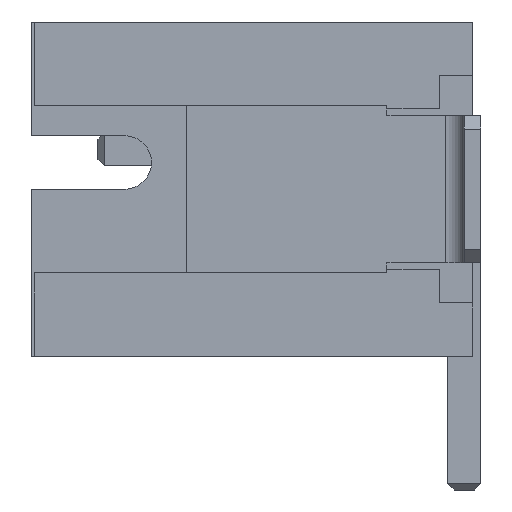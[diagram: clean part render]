
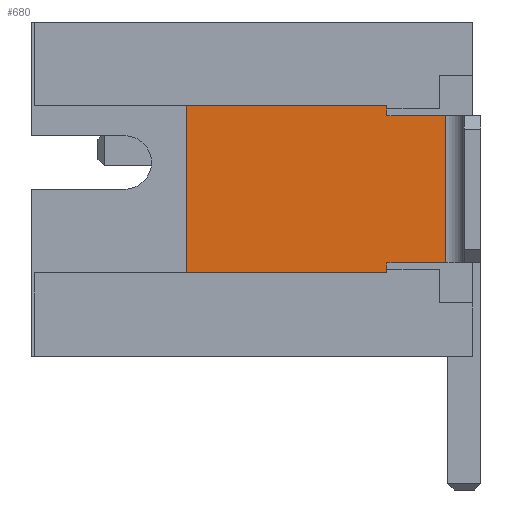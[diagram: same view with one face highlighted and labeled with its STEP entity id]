
A CAD part, left-side view. The second image highlights one B-rep face of the part: STEP entity #680.
In plain terms, the highlighted planar face has unit normal (-1, 0, 0).
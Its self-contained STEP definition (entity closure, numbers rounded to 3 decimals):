
#76 = EDGE_LOOP ( 'NONE', ( #9495, #5417, #14111, #12460, #5205, #1093, #7590, #9461, #13104, #13258 ) ) ;
#233 = DIRECTION ( 'NONE',  ( 0., 0., 1. ) ) ;
#506 = PLANE ( 'NONE',  #4865 ) ;
#680 = ADVANCED_FACE ( 'NONE', ( #7658 ), #506, .F. ) ;
#816 = CARTESIAN_POINT ( 'NONE',  ( 0.275, 1.405, -1.25 ) ) ;
#836 = DIRECTION ( 'NONE',  ( 0., 1., 0. ) ) ;
#904 = DIRECTION ( 'NONE',  ( 0., 0., 1. ) ) ;
#1093 = ORIENTED_EDGE ( 'NONE', *, *, #2670, .F. ) ;
#1361 = EDGE_CURVE ( 'NONE', #10471, #10730, #14545, .T. ) ;
#1431 = LINE ( 'NONE', #10577, #9296 ) ;
#1519 = DIRECTION ( 'NONE',  ( 0., 0., 1. ) ) ;
#1787 = VECTOR ( 'NONE', #7807, 1000. ) ;
#1892 = CARTESIAN_POINT ( 'NONE',  ( 0.275, 4.405, -1.25 ) ) ;
#2670 = EDGE_CURVE ( 'NONE', #10471, #11162, #14032, .T. ) ;
#2757 = CARTESIAN_POINT ( 'NONE',  ( 0.275, 1.405, -1.25 ) ) ;
#2878 = LINE ( 'NONE', #1892, #10790 ) ;
#3034 = LINE ( 'NONE', #6862, #5802 ) ;
#3165 = VERTEX_POINT ( 'NONE', #5258 ) ;
#3215 = LINE ( 'NONE', #14777, #13315 ) ;
#3360 = LINE ( 'NONE', #14833, #4848 ) ;
#3870 = CARTESIAN_POINT ( 'NONE',  ( 0.275, 0.125, -2.5 ) ) ;
#3995 = EDGE_CURVE ( 'NONE', #10257, #11311, #11180, .T. ) ;
#4269 = DIRECTION ( 'NONE',  ( 0., 0., -1. ) ) ;
#4563 = VECTOR ( 'NONE', #14669, 1000. ) ;
#4672 = VECTOR ( 'NONE', #1519, 1000. ) ;
#4695 = VERTEX_POINT ( 'NONE', #7450 ) ;
#4719 = CARTESIAN_POINT ( 'NONE',  ( 0.275, 1.405, 1.25 ) ) ;
#4820 = LINE ( 'NONE', #14163, #7920 ) ;
#4848 = VECTOR ( 'NONE', #10187, 1000. ) ;
#4865 = AXIS2_PLACEMENT_3D ( 'NONE', #3870, #6482, #11173 ) ;
#5048 = CARTESIAN_POINT ( 'NONE',  ( 0.275, 1.405, 1.1 ) ) ;
#5205 = ORIENTED_EDGE ( 'NONE', *, *, #7368, .F. ) ;
#5258 = CARTESIAN_POINT ( 'NONE',  ( 0.275, 1.405, -1.2 ) ) ;
#5417 = ORIENTED_EDGE ( 'NONE', *, *, #6283, .T. ) ;
#5733 = VECTOR ( 'NONE', #836, 1000. ) ;
#5802 = VECTOR ( 'NONE', #4269, 1000. ) ;
#6112 = DIRECTION ( 'NONE',  ( 0., 0., 1. ) ) ;
#6283 = EDGE_CURVE ( 'NONE', #7148, #3165, #1431, .T. ) ;
#6482 = DIRECTION ( 'NONE',  ( 1., 0., 0. ) ) ;
#6703 = EDGE_CURVE ( 'NONE', #9965, #7148, #6789, .T. ) ;
#6789 = LINE ( 'NONE', #816, #4563 ) ;
#6862 = CARTESIAN_POINT ( 'NONE',  ( 0.275, 0.525, -1.1 ) ) ;
#7148 = VERTEX_POINT ( 'NONE', #14076 ) ;
#7368 = EDGE_CURVE ( 'NONE', #11162, #13375, #3034, .T. ) ;
#7450 = CARTESIAN_POINT ( 'NONE',  ( 0.275, 1.405, -1.1 ) ) ;
#7471 = CARTESIAN_POINT ( 'NONE',  ( 0.275, 0.525, 1.1 ) ) ;
#7590 = ORIENTED_EDGE ( 'NONE', *, *, #1361, .T. ) ;
#7654 = DIRECTION ( 'NONE',  ( 0., 0., -1. ) ) ;
#7658 = FACE_OUTER_BOUND ( 'NONE', #76, .T. ) ;
#7807 = DIRECTION ( 'NONE',  ( 0., -1., 0. ) ) ;
#7920 = VECTOR ( 'NONE', #233, 1000. ) ;
#8376 = CARTESIAN_POINT ( 'NONE',  ( 0.275, 4.405, 1.25 ) ) ;
#8551 = EDGE_CURVE ( 'NONE', #4695, #13375, #3360, .T. ) ;
#8715 = CARTESIAN_POINT ( 'NONE',  ( 0.275, 1.405, 1.25 ) ) ;
#9063 = EDGE_CURVE ( 'NONE', #10730, #10257, #3215, .T. ) ;
#9296 = VECTOR ( 'NONE', #6112, 1000. ) ;
#9461 = ORIENTED_EDGE ( 'NONE', *, *, #9063, .T. ) ;
#9495 = ORIENTED_EDGE ( 'NONE', *, *, #6703, .T. ) ;
#9880 = CARTESIAN_POINT ( 'NONE',  ( 0.275, 0.525, -1.1 ) ) ;
#9965 = VERTEX_POINT ( 'NONE', #10563 ) ;
#10187 = DIRECTION ( 'NONE',  ( 0., -1., 0. ) ) ;
#10257 = VERTEX_POINT ( 'NONE', #4719 ) ;
#10471 = VERTEX_POINT ( 'NONE', #5048 ) ;
#10563 = CARTESIAN_POINT ( 'NONE',  ( 0.275, 4.405, -1.25 ) ) ;
#10577 = CARTESIAN_POINT ( 'NONE',  ( 0.275, 1.405, -1.25 ) ) ;
#10730 = VERTEX_POINT ( 'NONE', #13242 ) ;
#10790 = VECTOR ( 'NONE', #7654, 1000. ) ;
#10806 = EDGE_CURVE ( 'NONE', #11311, #9965, #2878, .T. ) ;
#11162 = VERTEX_POINT ( 'NONE', #7471 ) ;
#11173 = DIRECTION ( 'NONE',  ( 0., 0., -1. ) ) ;
#11180 = LINE ( 'NONE', #8715, #5733 ) ;
#11311 = VERTEX_POINT ( 'NONE', #8376 ) ;
#11542 = EDGE_CURVE ( 'NONE', #3165, #4695, #4820, .T. ) ;
#12396 = CARTESIAN_POINT ( 'NONE',  ( 0.275, 1.405, 1.1 ) ) ;
#12460 = ORIENTED_EDGE ( 'NONE', *, *, #8551, .T. ) ;
#13104 = ORIENTED_EDGE ( 'NONE', *, *, #3995, .T. ) ;
#13242 = CARTESIAN_POINT ( 'NONE',  ( 0.275, 1.405, 1.2 ) ) ;
#13258 = ORIENTED_EDGE ( 'NONE', *, *, #10806, .T. ) ;
#13315 = VECTOR ( 'NONE', #904, 1000. ) ;
#13375 = VERTEX_POINT ( 'NONE', #9880 ) ;
#14032 = LINE ( 'NONE', #12396, #1787 ) ;
#14076 = CARTESIAN_POINT ( 'NONE',  ( 0.275, 1.405, -1.25 ) ) ;
#14111 = ORIENTED_EDGE ( 'NONE', *, *, #11542, .T. ) ;
#14163 = CARTESIAN_POINT ( 'NONE',  ( 0.275, 1.405, -1.25 ) ) ;
#14545 = LINE ( 'NONE', #2757, #4672 ) ;
#14669 = DIRECTION ( 'NONE',  ( 0., -1., 0. ) ) ;
#14777 = CARTESIAN_POINT ( 'NONE',  ( 0.275, 1.405, -1.25 ) ) ;
#14833 = CARTESIAN_POINT ( 'NONE',  ( 0.275, 1.405, -1.1 ) ) ;
